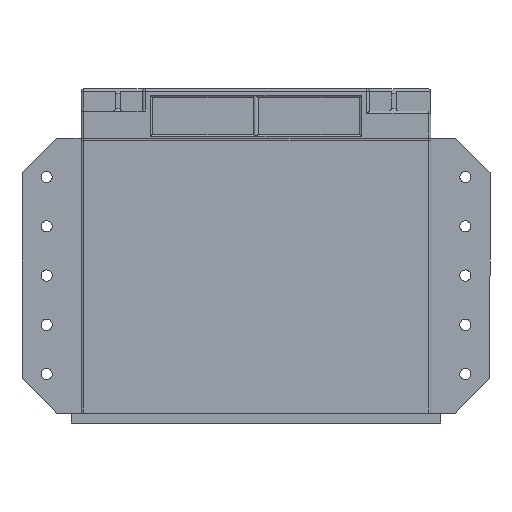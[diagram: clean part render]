
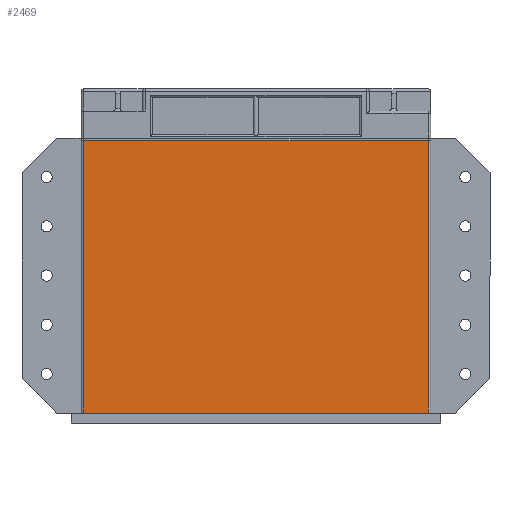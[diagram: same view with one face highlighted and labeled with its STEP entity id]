
A CAD part, top view. The second image highlights one B-rep face of the part: STEP entity #2469.
In plain terms, the highlighted planar face has unit normal (0, 0, 1).
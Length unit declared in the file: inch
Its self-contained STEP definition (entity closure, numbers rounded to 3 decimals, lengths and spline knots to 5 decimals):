
#285=FACE_OUTER_BOUND('',#455,.T.);
#455=EDGE_LOOP('',(#1930,#1931,#1932,#1933));
#705=LINE('',#3995,#955);
#707=LINE('',#4004,#957);
#708=LINE('',#4006,#958);
#709=LINE('',#4007,#959);
#955=VECTOR('',#3173,39.37008);
#957=VECTOR('',#3183,39.37008);
#958=VECTOR('',#3184,39.37008);
#959=VECTOR('',#3185,39.37008);
#1202=VERTEX_POINT('',#3992);
#1203=VERTEX_POINT('',#3994);
#1206=VERTEX_POINT('',#4003);
#1207=VERTEX_POINT('',#4005);
#1461=EDGE_CURVE('',#1203,#1202,#705,.T.);
#1466=EDGE_CURVE('',#1202,#1206,#707,.T.);
#1467=EDGE_CURVE('',#1207,#1206,#708,.T.);
#1468=EDGE_CURVE('',#1207,#1203,#709,.T.);
#1930=ORIENTED_EDGE('',*,*,#1461,.T.);
#1931=ORIENTED_EDGE('',*,*,#1466,.T.);
#1932=ORIENTED_EDGE('',*,*,#1467,.F.);
#1933=ORIENTED_EDGE('',*,*,#1468,.T.);
#2378=PLANE('',#2682);
#2469=ADVANCED_FACE('',(#285),#2378,.F.);
#2682=AXIS2_PLACEMENT_3D('',#4002,#3181,#3182);
#3173=DIRECTION('',(1.,0.,0.));
#3181=DIRECTION('center_axis',(0.,0.,-1.));
#3182=DIRECTION('ref_axis',(-1.,0.,0.));
#3183=DIRECTION('',(0.,1.,0.));
#3184=DIRECTION('',(1.,0.,0.));
#3185=DIRECTION('',(0.,-1.,0.));
#3992=CARTESIAN_POINT('',(3.5,-3.29,3.));
#3994=CARTESIAN_POINT('',(-3.5,-3.29,3.));
#3995=CARTESIAN_POINT('',(-3.55,-3.29,3.));
#4002=CARTESIAN_POINT('Origin',(0.,0.,3.));
#4003=CARTESIAN_POINT('',(3.5,2.24,3.));
#4004=CARTESIAN_POINT('',(3.5,0.,3.));
#4005=CARTESIAN_POINT('',(-3.5,2.24,3.));
#4006=CARTESIAN_POINT('',(3.55,2.24,3.));
#4007=CARTESIAN_POINT('',(-3.5,0.,3.));
